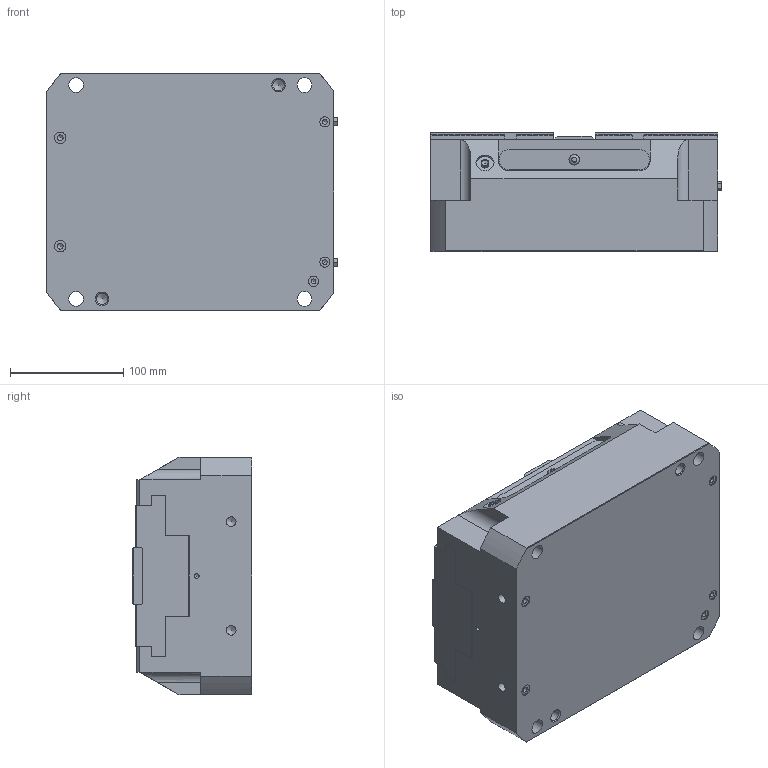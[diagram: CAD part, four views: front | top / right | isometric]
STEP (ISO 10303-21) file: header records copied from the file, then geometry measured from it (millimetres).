
FILE_DESCRIPTION(/* description */ (''),/* implementation_level */ '2;1');
FILE_NAME(/* name */ 'CFB-250-C1-ID-D.stp',/* time_stamp */ '2020-07-20T18:09:48+02:00',/* author */ ('Emilio'),/* organization */ (''),/* preprocessor_version */ 'ST-DEVELOPER v17.2',/* originating_system */ 'Autodesk Inventor 2019',/* authorisation */ '');
FILE_SCHEMA (('AUTOMOTIVE_DESIGN { 1 0 10303 214 3 1 1 }'));
Length unit declared in the file: millimetre
Products named in the file (8): CFB-250-C1-ID-D; Corpo; Griffa-C1-D; Piastrina; ISO 2338 - 6 h8 x 12 - B(3); CNS 4558 - M6 x 1 x 10; Mascherina-NO SENS; VTB M5
Assembly tree (10 placements, depth 2):
  CFB-250-C1-ID-D
    Corpo
    Griffa-C1-D  x2
    Piastrina
    ISO 2338 - 6 h8 x 12 - B(3)  x2
    CNS 4558 - M6 x 1 x 10  x2
    Mascherina-NO SENS
    VTB M5
Bounding box: 257 x 105.3 x 210 mm (x, y, z)
Volume: 4956183.6 mm3; surface area: 384603.4 mm2
Topology: 10 solids, 10 shells, 2360 faces, 6967 edges, 4648 vertices
Faces by surface type: plane 2056, cylinder 174, cone 125, bspline 3, sphere 2
Full cylindrical faces by diameter (mm): 4.134 x1, 4.2 x6, 4.917 x2, 5 x3, 5.3 x1, 6 x8, 8.376 x64, 8.5 x28, 8.566 x2, 9 x3, 9.5 x1, 10 x4, 12 x3, 13 x4, 16 x2
Entity records: 43281 total; most frequent: CARTESIAN_POINT 7806, ORIENTED_EDGE 7532, DIRECTION 7239, EDGE_CURVE 3766, LINE 2803, VECTOR 2803, VERTEX_POINT 2539, AXIS2_PLACEMENT_3D 2218
